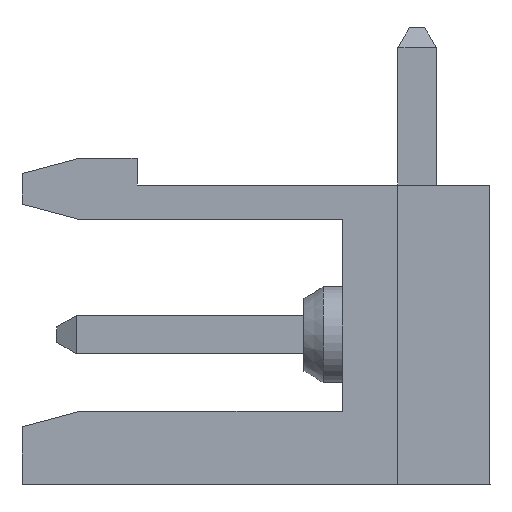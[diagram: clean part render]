
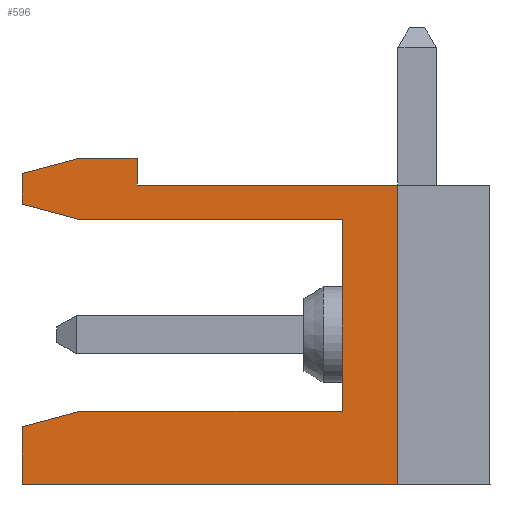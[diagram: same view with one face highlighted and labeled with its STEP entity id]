
A CAD part, left-side view. The second image highlights one B-rep face of the part: STEP entity #596.
In plain terms, the highlighted planar face has unit normal (-1, 0, 0).
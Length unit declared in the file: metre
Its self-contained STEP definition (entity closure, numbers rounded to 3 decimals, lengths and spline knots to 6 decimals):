
#596=ADVANCED_FACE('',(#1410),#1411,.F.);
#1410=FACE_OUTER_BOUND('',#2436,.T.);
#1411=PLANE('',#2437);
#2436=EDGE_LOOP('',(#4185,#4186,#4187,#4188,#4189,#4190,#4191,#4192,#4193,#4194,#4195,#4196,#4197));
#2437=AXIS2_PLACEMENT_3D('',#4198,#4199,#4200);
#4185=ORIENTED_EDGE('',*,*,#6533,.F.);
#4186=ORIENTED_EDGE('',*,*,#6618,.F.);
#4187=ORIENTED_EDGE('',*,*,#6241,.F.);
#4188=ORIENTED_EDGE('',*,*,#6647,.F.);
#4189=ORIENTED_EDGE('',*,*,#6069,.F.);
#4190=ORIENTED_EDGE('',*,*,#6648,.F.);
#4191=ORIENTED_EDGE('',*,*,#6649,.F.);
#4192=ORIENTED_EDGE('',*,*,#6650,.T.);
#4193=ORIENTED_EDGE('',*,*,#6651,.T.);
#4194=ORIENTED_EDGE('',*,*,#6324,.F.);
#4195=ORIENTED_EDGE('',*,*,#6652,.T.);
#4196=ORIENTED_EDGE('',*,*,#6653,.F.);
#4197=ORIENTED_EDGE('',*,*,#6654,.F.);
#4198=CARTESIAN_POINT('',(-0.03974,0.0098,0.000699));
#4199=DIRECTION('',(1.0,0.,0.));
#4200=DIRECTION('',(0.,1.0,0.));
#6069=EDGE_CURVE('',#7239,#7234,#7241,.T.);
#6241=EDGE_CURVE('',#7542,#7544,#7545,.T.);
#6324=EDGE_CURVE('',#7685,#7669,#7687,.T.);
#6533=EDGE_CURVE('',#8013,#7987,#8015,.T.);
#6618=EDGE_CURVE('',#7544,#8013,#8140,.T.);
#6647=EDGE_CURVE('',#7234,#7542,#8178,.T.);
#6648=EDGE_CURVE('',#8179,#7239,#8180,.T.);
#6649=EDGE_CURVE('',#8181,#8179,#8182,.T.);
#6650=EDGE_CURVE('',#8181,#8183,#8184,.T.);
#6651=EDGE_CURVE('',#8183,#7669,#8185,.T.);
#6652=EDGE_CURVE('',#7685,#8186,#8187,.T.);
#6653=EDGE_CURVE('',#8188,#8186,#8189,.T.);
#6654=EDGE_CURVE('',#7987,#8188,#8190,.T.);
#7234=VERTEX_POINT('',#8912);
#7239=VERTEX_POINT('',#8919);
#7241=LINE('',#8922,#8923);
#7542=VERTEX_POINT('',#9373);
#7544=VERTEX_POINT('',#9376);
#7545=LINE('',#9377,#9378);
#7669=VERTEX_POINT('',#9560);
#7685=VERTEX_POINT('',#9581);
#7687=LINE('',#9584,#9585);
#7987=VERTEX_POINT('',#10016);
#8013=VERTEX_POINT('',#10057);
#8015=LINE('',#10060,#10061);
#8140=LINE('',#10248,#10249);
#8178=LINE('',#10303,#10304);
#8179=VERTEX_POINT('',#10305);
#8180=LINE('',#10306,#10307);
#8181=VERTEX_POINT('',#10308);
#8182=LINE('',#10309,#10310);
#8183=VERTEX_POINT('',#10311);
#8184=LINE('',#10312,#10313);
#8185=LINE('',#10314,#10315);
#8186=VERTEX_POINT('',#10316);
#8187=LINE('',#10317,#10318);
#8188=VERTEX_POINT('',#10319);
#8189=LINE('',#10320,#10321);
#8190=LINE('',#10322,#10323);
#8912=CARTESIAN_POINT('',(-0.03974,0.0068,0.000699));
#8919=CARTESIAN_POINT('',(-0.03974,0.008307,0.000699));
#8922=CARTESIAN_POINT('',(-0.03974,0.0068,0.000699));
#8923=VECTOR('',#11324,1.0);
#9373=CARTESIAN_POINT('',(-0.03974,0.0068,0.));
#9376=CARTESIAN_POINT('',(-0.03974,0.,0.));
#9377=CARTESIAN_POINT('',(-0.03974,0.,0.));
#9378=VECTOR('',#11466,1.0);
#9560=CARTESIAN_POINT('',(-0.03974,0.00145,-0.000901));
#9581=CARTESIAN_POINT('',(-0.03974,0.00145,-0.005901));
#9584=CARTESIAN_POINT('',(-0.03974,0.00145,-0.000901));
#9585=VECTOR('',#11558,1.0);
#10016=CARTESIAN_POINT('',(-0.03974,0.0098,-0.007801));
#10057=CARTESIAN_POINT('',(-0.03974,0.,-0.007801));
#10060=CARTESIAN_POINT('',(-0.03974,0.0098,-0.007801));
#10061=VECTOR('',#11751,1.0);
#10248=CARTESIAN_POINT('',(-0.03974,0.,-0.007801));
#10249=VECTOR('',#11820,1.0);
#10303=CARTESIAN_POINT('',(-0.03974,0.0068,0.000299));
#10304=VECTOR('',#11846,1.0);
#10305=CARTESIAN_POINT('',(-0.03974,0.0098,0.000299));
#10306=CARTESIAN_POINT('',(-0.03974,0.008307,0.000699));
#10307=VECTOR('',#11847,1.0);
#10308=CARTESIAN_POINT('',(-0.03974,0.0098,-0.000501));
#10309=CARTESIAN_POINT('',(-0.03974,0.0098,-0.006303));
#10310=VECTOR('',#11848,1.0);
#10311=CARTESIAN_POINT('',(-0.03974,0.008307,-0.000901));
#10312=CARTESIAN_POINT('',(-0.03974,0.001956,-0.002603));
#10313=VECTOR('',#11849,1.0);
#10314=CARTESIAN_POINT('',(-0.03974,0.0015,-0.000901));
#10315=VECTOR('',#11850,1.0);
#10316=CARTESIAN_POINT('',(-0.03974,0.0083,-0.005901));
#10317=CARTESIAN_POINT('',(-0.03974,0.0015,-0.005901));
#10318=VECTOR('',#11851,1.0);
#10319=CARTESIAN_POINT('',(-0.03974,0.0098,-0.006303));
#10320=CARTESIAN_POINT('',(-0.03974,0.0083,-0.005901));
#10321=VECTOR('',#11852,1.0);
#10322=CARTESIAN_POINT('',(-0.03974,0.0098,-0.006303));
#10323=VECTOR('',#11853,1.0);
#11324=DIRECTION('',(0.,-1.0,0.));
#11466=DIRECTION('',(0.,-1.0,0.));
#11558=DIRECTION('',(0.,0.,1.0));
#11751=DIRECTION('',(0.,1.0,0.));
#11820=DIRECTION('',(0.,0.,-1.0));
#11846=DIRECTION('',(0.,0.,-1.0));
#11847=DIRECTION('',(0.,-0.966,0.259));
#11848=DIRECTION('',(0.,0.,1.0));
#11849=DIRECTION('',(0.,-0.966,-0.259));
#11850=DIRECTION('',(0.,-1.0,0.));
#11851=DIRECTION('',(0.,1.0,0.));
#11852=DIRECTION('',(0.,-0.966,0.259));
#11853=DIRECTION('',(0.,0.,1.0));
